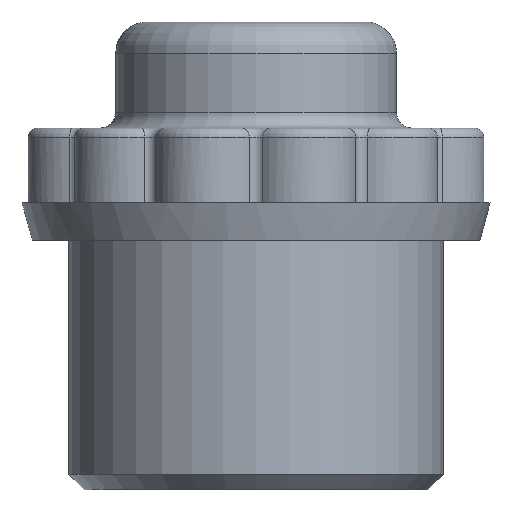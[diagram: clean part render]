
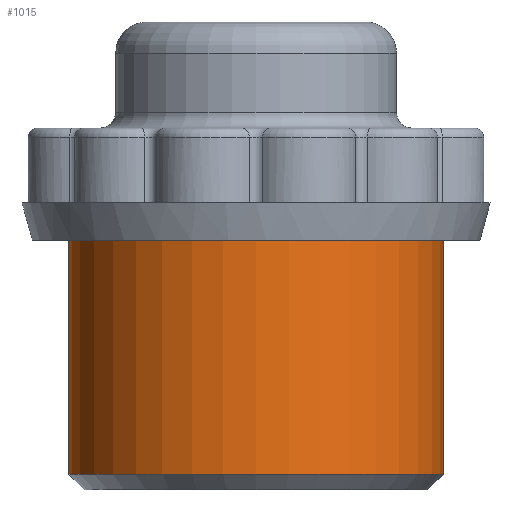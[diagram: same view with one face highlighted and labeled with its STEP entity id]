
A CAD part, front view. The second image highlights one B-rep face of the part: STEP entity #1015.
In plain terms, the highlighted cylindrical face has radius 6 mm (diameter 12 mm), a full revolution.
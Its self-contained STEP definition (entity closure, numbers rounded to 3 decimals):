
#105=CYLINDRICAL_SURFACE('',#1093,6.);
#133=FACE_BOUND('',#223,.T.);
#147=FACE_OUTER_BOUND('',#222,.T.);
#222=EDGE_LOOP('',(#697));
#223=EDGE_LOOP('',(#698));
#308=CIRCLE('',#1091,6.);
#310=CIRCLE('',#1094,6.);
#441=VERTEX_POINT('',#1739);
#443=VERTEX_POINT('',#1744);
#538=EDGE_CURVE('',#441,#441,#308,.T.);
#540=EDGE_CURVE('',#443,#443,#310,.T.);
#697=ORIENTED_EDGE('',*,*,#540,.F.);
#698=ORIENTED_EDGE('',*,*,#538,.F.);
#1015=ADVANCED_FACE('',(#147,#133),#105,.T.);
#1091=AXIS2_PLACEMENT_3D('',#1740,#1301,#1302);
#1093=AXIS2_PLACEMENT_3D('',#1743,#1305,#1306);
#1094=AXIS2_PLACEMENT_3D('',#1745,#1307,#1308);
#1301=DIRECTION('center_axis',(0.,0.,-1.));
#1302=DIRECTION('ref_axis',(1.,0.,0.));
#1305=DIRECTION('center_axis',(0.,0.,-1.));
#1306=DIRECTION('ref_axis',(1.,0.,0.));
#1307=DIRECTION('center_axis',(0.,0.,1.));
#1308=DIRECTION('ref_axis',(1.,0.,0.));
#1739=CARTESIAN_POINT('',(-6.,0.,-7.5));
#1740=CARTESIAN_POINT('Origin',(0.,0.,-7.5));
#1743=CARTESIAN_POINT('Origin',(0.,0.,0.));
#1744=CARTESIAN_POINT('',(-6.,0.,0.));
#1745=CARTESIAN_POINT('Origin',(0.,0.,0.));
